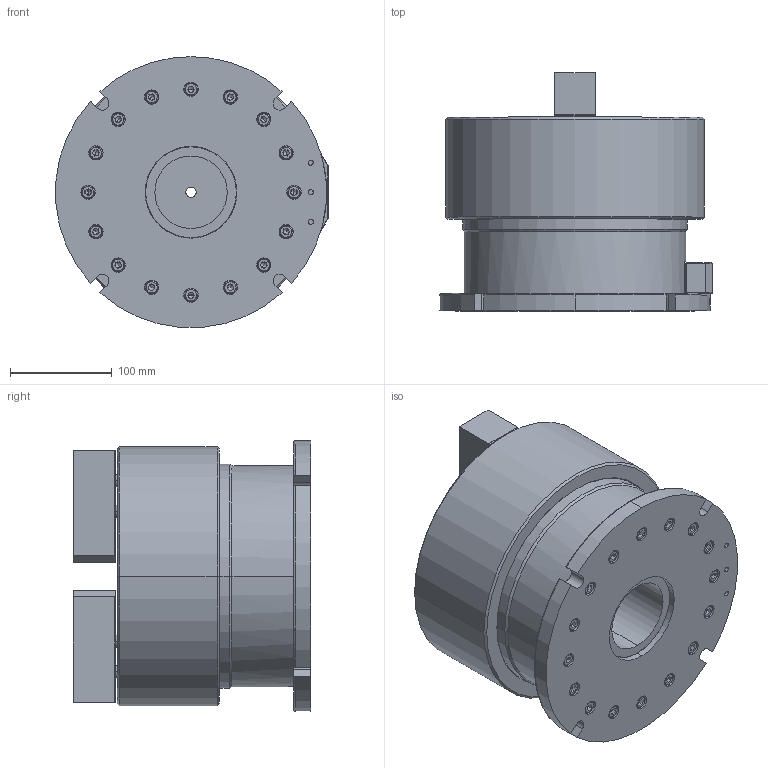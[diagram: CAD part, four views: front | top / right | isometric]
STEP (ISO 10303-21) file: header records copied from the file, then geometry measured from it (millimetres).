
FILE_DESCRIPTION (( 'STEP AP203' ), '1' );
FILE_NAME ('VH-210 外觀參考.STEP', '2016-05-24T08:40:29', ( 'temp' ), ( '' ), 'SwSTEP 2.0', 'SolidWorks 2015', '' );
FILE_SCHEMA (( 'CONFIG_CONTROL_DESIGN' ));
Length unit declared in the file: metre
Products named in the file (13): M10x25; SJ-10; VH-10底座; M12x30; VH-10套軸; 2H-10(VH210); VH-10缸體; M16x100; M8x25; VH-210 外觀參考; VH-08油路板; M6x35; 2H-10本體
Assembly tree (41 placements, depth 3):
  VH-210 外觀參考
    VH-10底座
    VH-10套軸
    VH-10缸體
    M8x25  x16
    VH-08油路板
    M6x35  x3
    2H-10(VH210)
      2H-10本體
      M10x25  x4
      SJ-10  x2
      M12x30  x4
    M16x100  x6
Bounding box: 267.05 x 233.25 x 265.55 mm (x, y, z)
Volume: 7365188.4 mm3; surface area: 732972.7 mm2
Topology: 40 solids, 40 shells, 2087 faces, 5349 edges, 3340 vertices
Faces by surface type: plane 1154, cylinder 582, cone 346, torus 5
Entity records: 33649 total; most frequent: CARTESIAN_POINT 7051, ORIENTED_EDGE 5136, DIRECTION 5080, EDGE_CURVE 2568, AXIS2_PLACEMENT_3D 1817, VERTEX_POINT 1662, VECTOR 1446, LINE 1446
